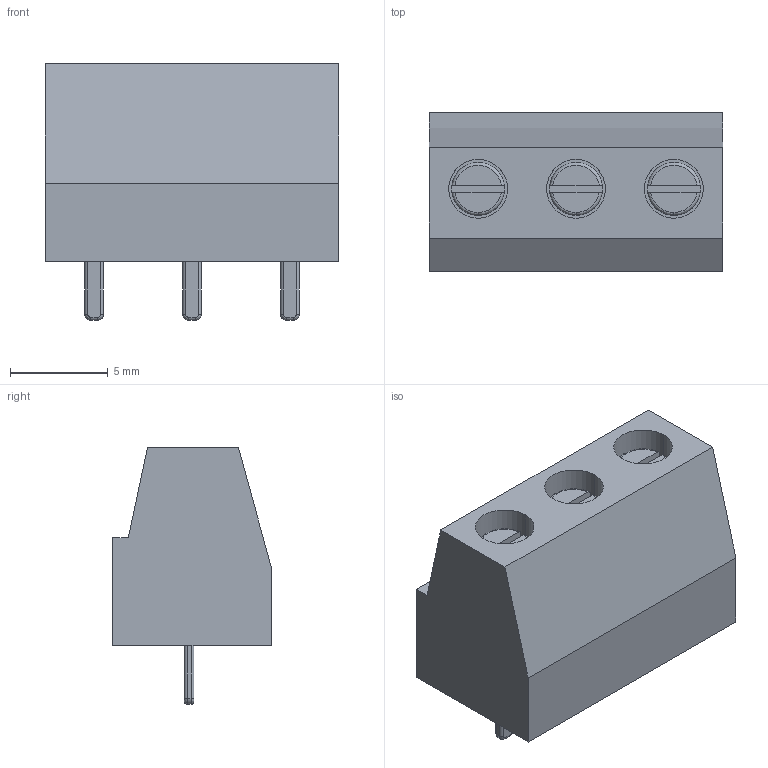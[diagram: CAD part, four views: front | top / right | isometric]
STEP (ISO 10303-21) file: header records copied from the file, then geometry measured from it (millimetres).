
FILE_DESCRIPTION (( 'STEP AP214' ), '1' );
FILE_NAME ('7E1749E5-DCEB-426A-88C3-1FB67DB545F6.STEP', '2025-08-04T08:07:44', ( '' ), ( '' ), 'SwSTEP 2.0', 'SolidWorks 2022', '' );
FILE_SCHEMA (( 'AUTOMOTIVE_DESIGN' ));
Length unit declared in the file: millimetre
Products named in the file (1): 7E1749E5-DCEB-426A-88C3-1FB67DB545F6
Bounding box: 15 x 8.1 x 13.1 mm (x, y, z)
Volume: 909 mm3; surface area: 1012.8 mm2
Topology: 1 solids, 1 shells, 129 faces, 312 edges, 200 vertices
Faces by surface type: plane 72, cylinder 36, bspline 21
Entity records: 5039 total; most frequent: CARTESIAN_POINT 1218, ORIENTED_EDGE 624, DIRECTION 587, EDGE_CURVE 312, VERTEX_POINT 200, AXIS2_PLACEMENT_3D 199, LINE 189, VECTOR 189
